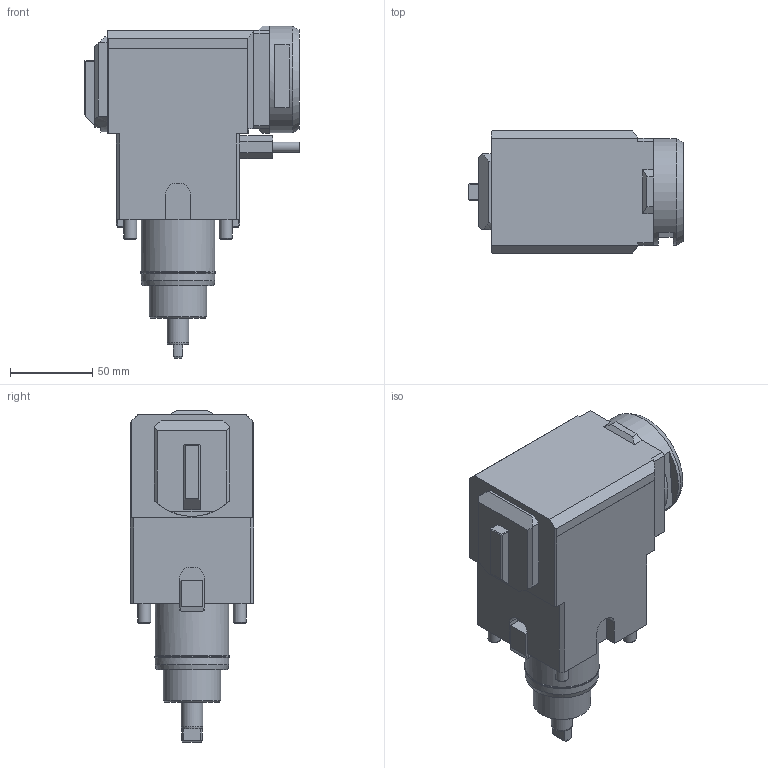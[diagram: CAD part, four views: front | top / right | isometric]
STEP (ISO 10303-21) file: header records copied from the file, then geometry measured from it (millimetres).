
FILE_DESCRIPTION(/* description */ (''),/* implementation_level */ '2;1');
FILE_NAME(/* name */ 'EWS_228276_DIN4003.stp',/* time_stamp */ '2024-03-05T13:22:30+01:00',/* author */ ('EWS'),/* organization */ (''),/* preprocessor_version */ 'ST-DEVELOPER v19.2',/* originating_system */ 'Autodesk Inventor 2023',/* authorisation */ '');
FILE_SCHEMA (('AUTOMOTIVE_DESIGN { 1 0 10303 214 3 1 1 }'));
Length unit declared in the file: millimetre
Products named in the file (1): EWS_228276_DIN4003
Bounding box: 131 x 75 x 201.5 mm (x, y, z)
Volume: 903456.2 mm3; surface area: 69103.8 mm2
Topology: 1 solids, 1 shells, 168 faces, 436 edges, 279 vertices
Faces by surface type: plane 122, cylinder 32, cone 12, torus 2
Full cylindrical faces by diameter (mm): 6 x1, 8 x4, 13 x1, 35 x1, 44.9 x2, 45.391 x1, 64.8 x1
Entity records: 5202 total; most frequent: CARTESIAN_POINT 931, DIRECTION 875, ORIENTED_EDGE 872, EDGE_CURVE 436, LINE 329, VECTOR 329, VERTEX_POINT 279, AXIS2_PLACEMENT_3D 273
